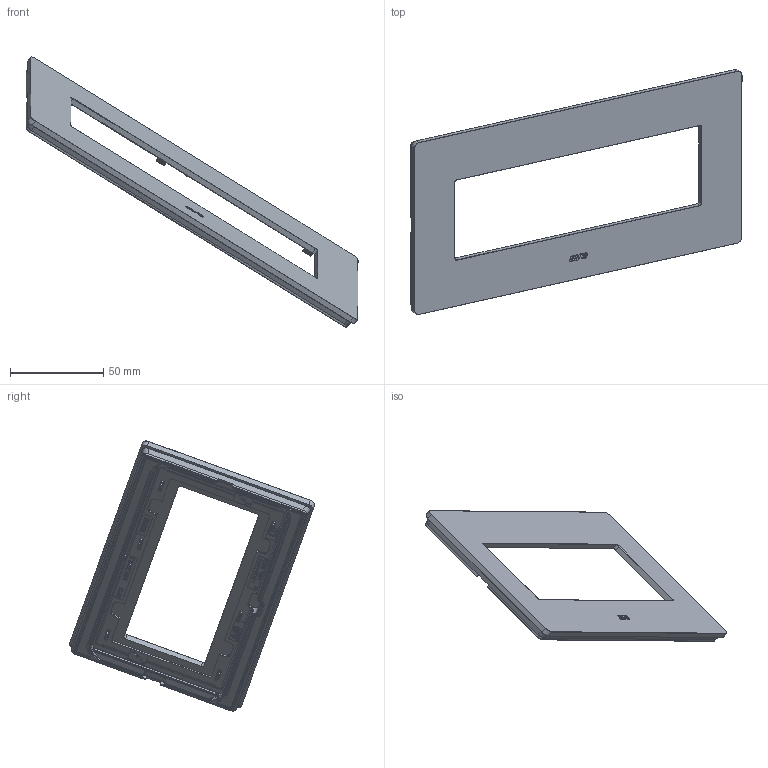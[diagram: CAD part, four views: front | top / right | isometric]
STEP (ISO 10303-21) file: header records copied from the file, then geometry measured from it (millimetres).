
FILE_DESCRIPTION(('CATIA V5 STEP Exchange'),'2;1');
FILE_NAME('44PAQ7@.stp','2025-05-13T10:18:28+00:00',('none'),('none'),'CATIA Version 5-6 Release 2016 SP6','CATIA V5 STEP AP203','none');
FILE_SCHEMA(('CONFIG_CONTROL_DESIGN'));
Products named in the file (1): 44PAQ7@
Assembly tree (3 placements, depth 2):
  44PAQ7@
    #57
    #123933
    #131942
Bounding box: 177.82 x 131.38 x 144.68 mm (x, y, z)
Volume: 64846.1 mm3; surface area: 68532 mm2
Topology: 56 solids, 56 shells, 4249 faces, 10925 edges, 6808 vertices
Faces by surface type: plane 2346, cylinder 1014, bspline 396, torus 184, cone 142, revolution 72, extrusion 67, sphere 28
Entity records: 139694 total; most frequent: CARTESIAN_POINT 49020, ORIENTED_EDGE 21556, DIRECTION 13362, EDGE_CURVE 10778, VECTOR 6953, LINE 6886, VERTEX_POINT 6808, EDGE_LOOP 4456
